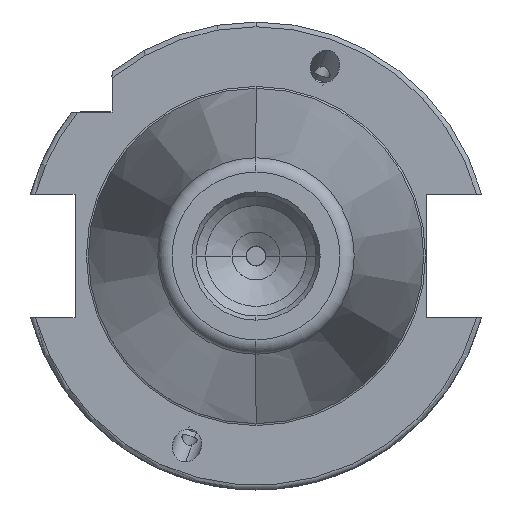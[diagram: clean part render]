
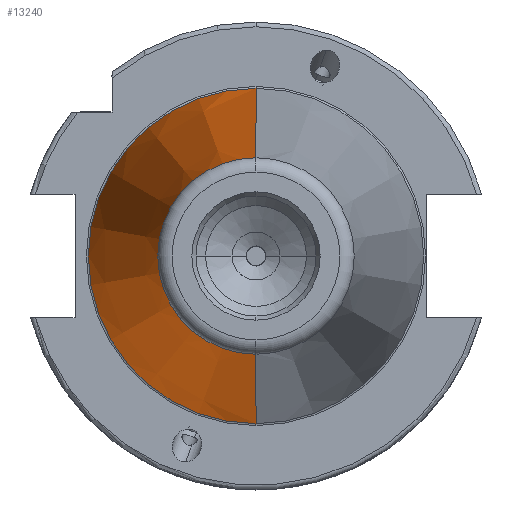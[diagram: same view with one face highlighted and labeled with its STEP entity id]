
A CAD part, left-side view. The second image highlights one B-rep face of the part: STEP entity #13240.
In plain terms, the highlighted conical face has half-angle 8.297 degrees and reference radius 34.925 mm.
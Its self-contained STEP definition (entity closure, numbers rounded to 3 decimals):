
#513 = ORIENTED_EDGE ( 'NONE', *, *, #8033, .T. ) ;
#563 = VECTOR ( 'NONE', #3203, 1000. ) ;
#1123 = ORIENTED_EDGE ( 'NONE', *, *, #1560, .F. ) ;
#1560 = EDGE_CURVE ( 'NONE', #8443, #4853, #5560, .T. ) ;
#1845 = CARTESIAN_POINT ( 'NONE',  ( -99.183, -20.461, 0. ) ) ;
#2056 = EDGE_LOOP ( 'NONE', ( #4480, #513, #3151, #1123 ) ) ;
#2999 = CIRCLE ( 'NONE', #13102, 34.925 ) ;
#3018 = VERTEX_POINT ( 'NONE', #8995 ) ;
#3125 = CARTESIAN_POINT ( 'NONE',  ( 0., 34.925, 0. ) ) ;
#3151 = ORIENTED_EDGE ( 'NONE', *, *, #6995, .T. ) ;
#3203 = DIRECTION ( 'NONE',  ( 0.99, 0.144, 0. ) ) ;
#4128 = CIRCLE ( 'NONE', #13035, 20.461 ) ;
#4257 = DIRECTION ( 'NONE',  ( 0., 1., 0. ) ) ;
#4480 = ORIENTED_EDGE ( 'NONE', *, *, #6417, .F. ) ;
#4853 = VERTEX_POINT ( 'NONE', #9569 ) ;
#5123 = AXIS2_PLACEMENT_3D ( 'NONE', #5353, #9834, #4257 ) ;
#5193 = DIRECTION ( 'NONE',  ( 0., -1., 0. ) ) ;
#5353 = CARTESIAN_POINT ( 'NONE',  ( 0., 0., 0. ) ) ;
#5560 = LINE ( 'NONE', #3125, #563 ) ;
#6417 = EDGE_CURVE ( 'NONE', #14149, #8443, #4128, .T. ) ;
#6518 = DIRECTION ( 'NONE',  ( 0., -1., 0. ) ) ;
#6993 = CARTESIAN_POINT ( 'NONE',  ( 0., -34.925, 0. ) ) ;
#6995 = EDGE_CURVE ( 'NONE', #3018, #4853, #2999, .T. ) ;
#7944 = CONICAL_SURFACE ( 'NONE', #5123, 34.925, 0.145 ) ;
#8033 = EDGE_CURVE ( 'NONE', #14149, #3018, #13826, .T. ) ;
#8230 = DIRECTION ( 'NONE',  ( -1., 0., 0. ) ) ;
#8443 = VERTEX_POINT ( 'NONE', #12688 ) ;
#8950 = FACE_OUTER_BOUND ( 'NONE', #2056, .T. ) ;
#8995 = CARTESIAN_POINT ( 'NONE',  ( 0., -34.925, 0. ) ) ;
#9325 = CARTESIAN_POINT ( 'NONE',  ( 0., 0., 0. ) ) ;
#9414 = DIRECTION ( 'NONE',  ( 0.99, -0.144, 0. ) ) ;
#9569 = CARTESIAN_POINT ( 'NONE',  ( 0., 34.925, 0. ) ) ;
#9834 = DIRECTION ( 'NONE',  ( 1., 0., 0. ) ) ;
#12255 = CARTESIAN_POINT ( 'NONE',  ( -99.183, 0., 0. ) ) ;
#12688 = CARTESIAN_POINT ( 'NONE',  ( -99.183, 20.461, 0. ) ) ;
#13035 = AXIS2_PLACEMENT_3D ( 'NONE', #12255, #13433, #6518 ) ;
#13102 = AXIS2_PLACEMENT_3D ( 'NONE', #9325, #8230, #5193 ) ;
#13240 = ADVANCED_FACE ( 'NONE', ( #8950 ), #7944, .T. ) ;
#13433 = DIRECTION ( 'NONE',  ( -1., 0., 0. ) ) ;
#13826 = LINE ( 'NONE', #6993, #14038 ) ;
#14038 = VECTOR ( 'NONE', #9414, 1000. ) ;
#14149 = VERTEX_POINT ( 'NONE', #1845 ) ;
